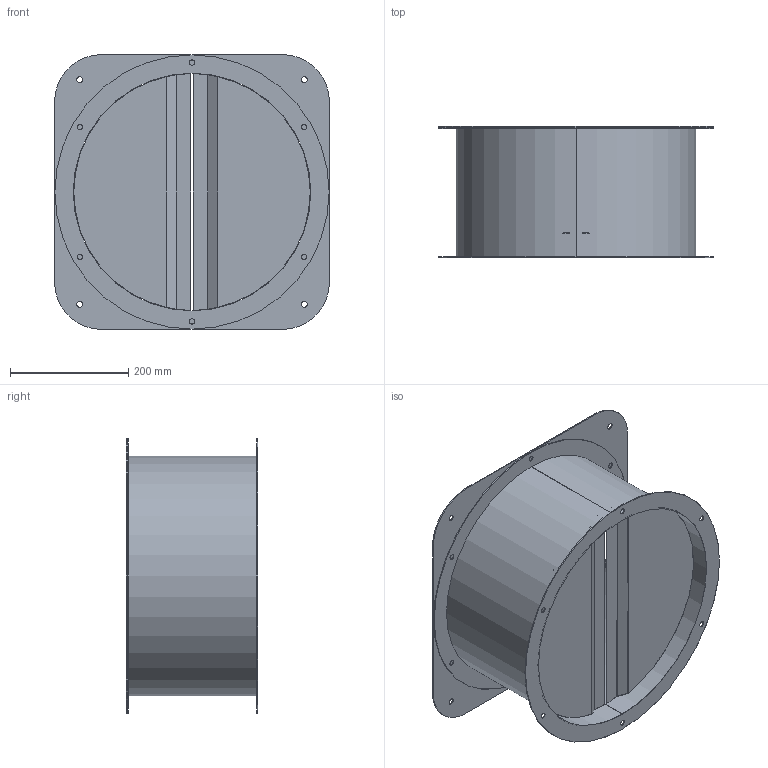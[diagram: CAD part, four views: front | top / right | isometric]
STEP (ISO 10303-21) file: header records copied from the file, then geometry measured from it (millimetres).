
FILE_DESCRIPTION (( 'STEP AP203' ), '1' );
FILE_NAME ('1TS3510_TS35.STEP', '2022-02-21T07:54:19', ( '' ), ( '' ), 'SwSTEP 2.0', 'SolidWorks 2018', '' );
FILE_SCHEMA (( 'CONFIG_CONTROL_DESIGN' ));
Length unit declared in the file: millimetre
Products named in the file (3): J853_Piastra per Salda ATS_311 TS_35; 5SE0203_ATS_355-500; 1TS3510_TS35
Assembly tree (2 placements, depth 2):
  1TS3510_TS35
    5SE0203_ATS_355-500
    J853_Piastra per Salda ATS_311 TS_35
Bounding box: 465 x 222 x 465 mm (x, y, z)
Volume: 869148 mm3; surface area: 1150648.6 mm2
Topology: 4 solids, 4 shells, 72 faces, 186 edges, 124 vertices
Faces by surface type: cylinder 48, plane 24
Entity records: 2627 total; most frequent: DIRECTION 436, CARTESIAN_POINT 411, ORIENTED_EDGE 372, EDGE_CURVE 186, AXIS2_PLACEMENT_3D 181, VERTEX_POINT 124, EDGE_LOOP 110, CIRCLE 104
